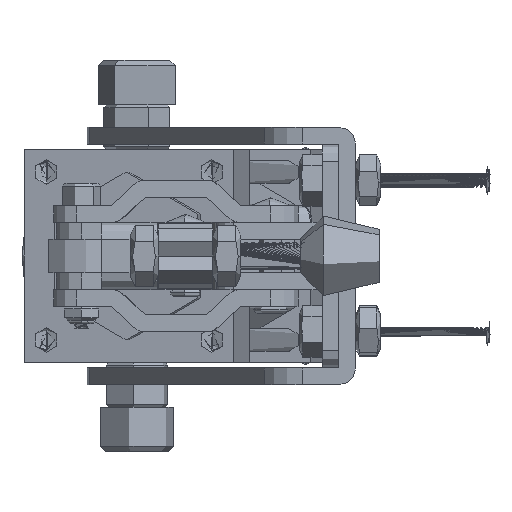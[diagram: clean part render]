
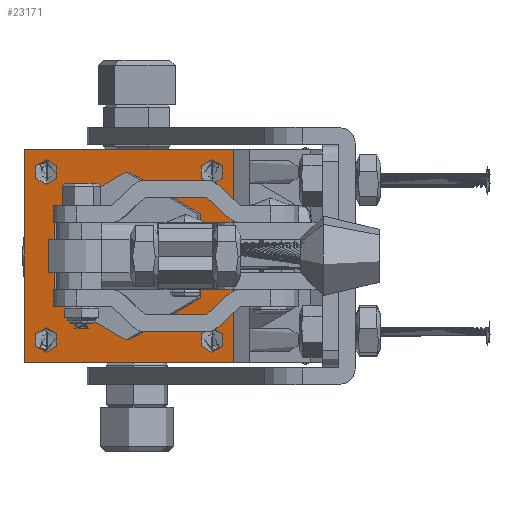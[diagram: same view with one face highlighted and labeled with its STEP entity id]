
A CAD part, left-side view. The second image highlights one B-rep face of the part: STEP entity #23171.
In plain terms, the highlighted face is planar.
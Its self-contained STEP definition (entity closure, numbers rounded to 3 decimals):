
#303 = CIRCLE ( 'NONE', #64725, 2.2 ) ;
#692 = DIRECTION ( 'NONE',  ( 0., 0., -1. ) ) ;
#2469 = EDGE_CURVE ( 'NONE', #69773, #56805, #303, .T. ) ;
#2813 = AXIS2_PLACEMENT_3D ( 'NONE', #24386, #66961, #30476 ) ;
#4801 = DIRECTION ( 'NONE',  ( 0., 0., -1. ) ) ;
#5113 = CARTESIAN_POINT ( 'NONE',  ( -19., -19., 97. ) ) ;
#6098 = FACE_BOUND ( 'NONE', #27589, .T. ) ;
#7009 = CARTESIAN_POINT ( 'NONE',  ( -12.8, 15., 97. ) ) ;
#7544 = ORIENTED_EDGE ( 'NONE', *, *, #11304, .T. ) ;
#8036 = EDGE_CURVE ( 'NONE', #56805, #69773, #45622, .T. ) ;
#8665 = CIRCLE ( 'NONE', #2813, 2.2 ) ;
#9863 = CIRCLE ( 'NONE', #30585, 2.2 ) ;
#10017 = CARTESIAN_POINT ( 'NONE',  ( 12.8, -15., 97. ) ) ;
#10082 = EDGE_LOOP ( 'NONE', ( #73438, #56217 ) ) ;
#10428 = VECTOR ( 'NONE', #21171, 1000. ) ;
#10613 = CARTESIAN_POINT ( 'NONE',  ( -19., 19., 97. ) ) ;
#11304 = EDGE_CURVE ( 'NONE', #29945, #38777, #68183, .T. ) ;
#12880 = ORIENTED_EDGE ( 'NONE', *, *, #13696, .T. ) ;
#12887 = AXIS2_PLACEMENT_3D ( 'NONE', #61751, #25351, #67937 ) ;
#12944 = CARTESIAN_POINT ( 'NONE',  ( 0., 0., 97. ) ) ;
#13696 = EDGE_CURVE ( 'NONE', #38777, #53120, #50004, .T. ) ;
#14400 = VERTEX_POINT ( 'NONE', #40494 ) ;
#14554 = AXIS2_PLACEMENT_3D ( 'NONE', #40839, #58890, #46956 ) ;
#15854 = EDGE_CURVE ( 'NONE', #63860, #53971, #9863, .T. ) ;
#16708 = DIRECTION ( 'NONE',  ( -1., 0., 0. ) ) ;
#16814 = DIRECTION ( 'NONE',  ( 1., 0., 0. ) ) ;
#17586 = ORIENTED_EDGE ( 'NONE', *, *, #61024, .T. ) ;
#17879 = VERTEX_POINT ( 'NONE', #78533 ) ;
#19080 = DIRECTION ( 'NONE',  ( 1., 0., 0. ) ) ;
#19210 = DIRECTION ( 'NONE',  ( 0., 0., -1. ) ) ;
#20392 = FACE_BOUND ( 'NONE', #48559, .T. ) ;
#20537 = DIRECTION ( 'NONE',  ( 0., 0., -1. ) ) ;
#20776 = ORIENTED_EDGE ( 'NONE', *, *, #45525, .T. ) ;
#21039 = CIRCLE ( 'NONE', #12887, 2.2 ) ;
#21171 = DIRECTION ( 'NONE',  ( 0., 1., 0. ) ) ;
#21419 = CARTESIAN_POINT ( 'NONE',  ( -19., 19., 97. ) ) ;
#23012 = CARTESIAN_POINT ( 'NONE',  ( -12.8, -15., 97. ) ) ;
#23171 = ADVANCED_FACE ( 'NONE', ( #72819, #36563, #6098, #54657, #68989, #20392 ), #34721, .T. ) ;
#24386 = CARTESIAN_POINT ( 'NONE',  ( 15., 15., 97. ) ) ;
#24936 = CARTESIAN_POINT ( 'NONE',  ( 15., 15., 97. ) ) ;
#25351 = DIRECTION ( 'NONE',  ( 0., 0., -1. ) ) ;
#25727 = CARTESIAN_POINT ( 'NONE',  ( 19., -19., 97. ) ) ;
#25837 = CARTESIAN_POINT ( 'NONE',  ( 19., 19., 97. ) ) ;
#26626 = ORIENTED_EDGE ( 'NONE', *, *, #53654, .F. ) ;
#27589 = EDGE_LOOP ( 'NONE', ( #33359, #20776 ) ) ;
#27826 = CARTESIAN_POINT ( 'NONE',  ( 15., -15., 97. ) ) ;
#28072 = VERTEX_POINT ( 'NONE', #67639 ) ;
#29945 = VERTEX_POINT ( 'NONE', #25837 ) ;
#30169 = CIRCLE ( 'NONE', #63657, 15. ) ;
#30476 = DIRECTION ( 'NONE',  ( 1., 0., 0. ) ) ;
#30585 = AXIS2_PLACEMENT_3D ( 'NONE', #41232, #4801, #47379 ) ;
#31047 = DIRECTION ( 'NONE',  ( 1., 0., 0. ) ) ;
#31104 = ORIENTED_EDGE ( 'NONE', *, *, #8036, .T. ) ;
#31206 = AXIS2_PLACEMENT_3D ( 'NONE', #55656, #19210, #61736 ) ;
#33056 = ORIENTED_EDGE ( 'NONE', *, *, #64578, .T. ) ;
#33359 = ORIENTED_EDGE ( 'NONE', *, *, #15854, .T. ) ;
#33798 = DIRECTION ( 'NONE',  ( 0., 0., 1. ) ) ;
#33942 = DIRECTION ( 'NONE',  ( 1., 0., 0. ) ) ;
#34016 = ORIENTED_EDGE ( 'NONE', *, *, #2469, .T. ) ;
#34721 = PLANE ( 'NONE',  #14554 ) ;
#36563 = FACE_BOUND ( 'NONE', #47006, .T. ) ;
#36595 = CIRCLE ( 'NONE', #38359, 2.2 ) ;
#37174 = CARTESIAN_POINT ( 'NONE',  ( -15., 15., 97. ) ) ;
#37699 = CIRCLE ( 'NONE', #65156, 2.2 ) ;
#38359 = AXIS2_PLACEMENT_3D ( 'NONE', #27826, #70455, #33942 ) ;
#38777 = VERTEX_POINT ( 'NONE', #49042 ) ;
#39617 = VECTOR ( 'NONE', #16708, 1000. ) ;
#39948 = VERTEX_POINT ( 'NONE', #23012 ) ;
#40494 = CARTESIAN_POINT ( 'NONE',  ( 12.8, 15., 97. ) ) ;
#40839 = CARTESIAN_POINT ( 'NONE',  ( -19., -19., 97. ) ) ;
#40938 = EDGE_LOOP ( 'NONE', ( #31104, #34016 ) ) ;
#41184 = VERTEX_POINT ( 'NONE', #48722 ) ;
#41232 = CARTESIAN_POINT ( 'NONE',  ( 15., -15., 97. ) ) ;
#43271 = DIRECTION ( 'NONE',  ( 1., 0., 0. ) ) ;
#43491 = AXIS2_PLACEMENT_3D ( 'NONE', #56957, #20537, #63064 ) ;
#44533 = CARTESIAN_POINT ( 'NONE',  ( -17.2, 15., 97. ) ) ;
#45525 = EDGE_CURVE ( 'NONE', #53971, #63860, #36595, .T. ) ;
#45622 = CIRCLE ( 'NONE', #43491, 2.2 ) ;
#46956 = DIRECTION ( 'NONE',  ( 1., 0., 0. ) ) ;
#47006 = EDGE_LOOP ( 'NONE', ( #57511, #17586 ) ) ;
#47379 = DIRECTION ( 'NONE',  ( 1., 0., 0. ) ) ;
#47527 = ORIENTED_EDGE ( 'NONE', *, *, #75488, .T. ) ;
#48559 = EDGE_LOOP ( 'NONE', ( #26626, #58647 ) ) ;
#48722 = CARTESIAN_POINT ( 'NONE',  ( 17.2, 15., 97. ) ) ;
#48823 = CIRCLE ( 'NONE', #31206, 2.2 ) ;
#49042 = CARTESIAN_POINT ( 'NONE',  ( -19., 19., 97. ) ) ;
#50004 = LINE ( 'NONE', #21419, #64280 ) ;
#51512 = CARTESIAN_POINT ( 'NONE',  ( 19., 19., 97. ) ) ;
#52134 = CARTESIAN_POINT ( 'NONE',  ( -19., -19., 97. ) ) ;
#53120 = VERTEX_POINT ( 'NONE', #52134 ) ;
#53619 = CARTESIAN_POINT ( 'NONE',  ( 17.2, -15., 97. ) ) ;
#53654 = EDGE_CURVE ( 'NONE', #17879, #74273, #30169, .T. ) ;
#53971 = VERTEX_POINT ( 'NONE', #10017 ) ;
#54657 = FACE_BOUND ( 'NONE', #10082, .T. ) ;
#55540 = DIRECTION ( 'NONE',  ( 0., 0., 1. ) ) ;
#55656 = CARTESIAN_POINT ( 'NONE',  ( -15., -15., 97. ) ) ;
#56217 = ORIENTED_EDGE ( 'NONE', *, *, #73816, .T. ) ;
#56805 = VERTEX_POINT ( 'NONE', #7009 ) ;
#56957 = CARTESIAN_POINT ( 'NONE',  ( -15., 15., 97. ) ) ;
#57511 = ORIENTED_EDGE ( 'NONE', *, *, #65563, .T. ) ;
#58491 = AXIS2_PLACEMENT_3D ( 'NONE', #70298, #33798, #76421 ) ;
#58647 = ORIENTED_EDGE ( 'NONE', *, *, #65151, .F. ) ;
#58876 = EDGE_CURVE ( 'NONE', #39948, #28072, #48823, .T. ) ;
#58890 = DIRECTION ( 'NONE',  ( 0., 0., 1. ) ) ;
#61024 = EDGE_CURVE ( 'NONE', #14400, #41184, #8665, .T. ) ;
#61736 = DIRECTION ( 'NONE',  ( 1., 0., 0. ) ) ;
#61751 = CARTESIAN_POINT ( 'NONE',  ( -15., -15., 97. ) ) ;
#62835 = CARTESIAN_POINT ( 'NONE',  ( 15., 0., 97. ) ) ;
#63064 = DIRECTION ( 'NONE',  ( 1., 0., 0. ) ) ;
#63657 = AXIS2_PLACEMENT_3D ( 'NONE', #12944, #55540, #19080 ) ;
#63860 = VERTEX_POINT ( 'NONE', #53619 ) ;
#64280 = VECTOR ( 'NONE', #70152, 1000. ) ;
#64578 = EDGE_CURVE ( 'NONE', #53120, #67088, #70237, .T. ) ;
#64725 = AXIS2_PLACEMENT_3D ( 'NONE', #37174, #692, #43271 ) ;
#65151 = EDGE_CURVE ( 'NONE', #74273, #17879, #67275, .T. ) ;
#65156 = AXIS2_PLACEMENT_3D ( 'NONE', #24936, #67515, #31047 ) ;
#65563 = EDGE_CURVE ( 'NONE', #41184, #14400, #37699, .T. ) ;
#66961 = DIRECTION ( 'NONE',  ( 0., 0., -1. ) ) ;
#67088 = VERTEX_POINT ( 'NONE', #25727 ) ;
#67275 = CIRCLE ( 'NONE', #58491, 15. ) ;
#67515 = DIRECTION ( 'NONE',  ( 0., 0., -1. ) ) ;
#67639 = CARTESIAN_POINT ( 'NONE',  ( -17.2, -15., 97. ) ) ;
#67937 = DIRECTION ( 'NONE',  ( 1., 0., 0. ) ) ;
#68183 = LINE ( 'NONE', #10613, #39617 ) ;
#68266 = VECTOR ( 'NONE', #16814, 1000. ) ;
#68989 = FACE_OUTER_BOUND ( 'NONE', #75341, .T. ) ;
#69773 = VERTEX_POINT ( 'NONE', #44533 ) ;
#70152 = DIRECTION ( 'NONE',  ( 0., -1., 0. ) ) ;
#70237 = LINE ( 'NONE', #5113, #68266 ) ;
#70298 = CARTESIAN_POINT ( 'NONE',  ( 0., 0., 97. ) ) ;
#70455 = DIRECTION ( 'NONE',  ( 0., 0., -1. ) ) ;
#72819 = FACE_BOUND ( 'NONE', #40938, .T. ) ;
#73438 = ORIENTED_EDGE ( 'NONE', *, *, #58876, .T. ) ;
#73816 = EDGE_CURVE ( 'NONE', #28072, #39948, #21039, .T. ) ;
#74273 = VERTEX_POINT ( 'NONE', #62835 ) ;
#75201 = LINE ( 'NONE', #51512, #10428 ) ;
#75341 = EDGE_LOOP ( 'NONE', ( #12880, #33056, #47527, #7544 ) ) ;
#75488 = EDGE_CURVE ( 'NONE', #67088, #29945, #75201, .T. ) ;
#76421 = DIRECTION ( 'NONE',  ( 1., 0., 0. ) ) ;
#78533 = CARTESIAN_POINT ( 'NONE',  ( -15., 0., 97. ) ) ;
